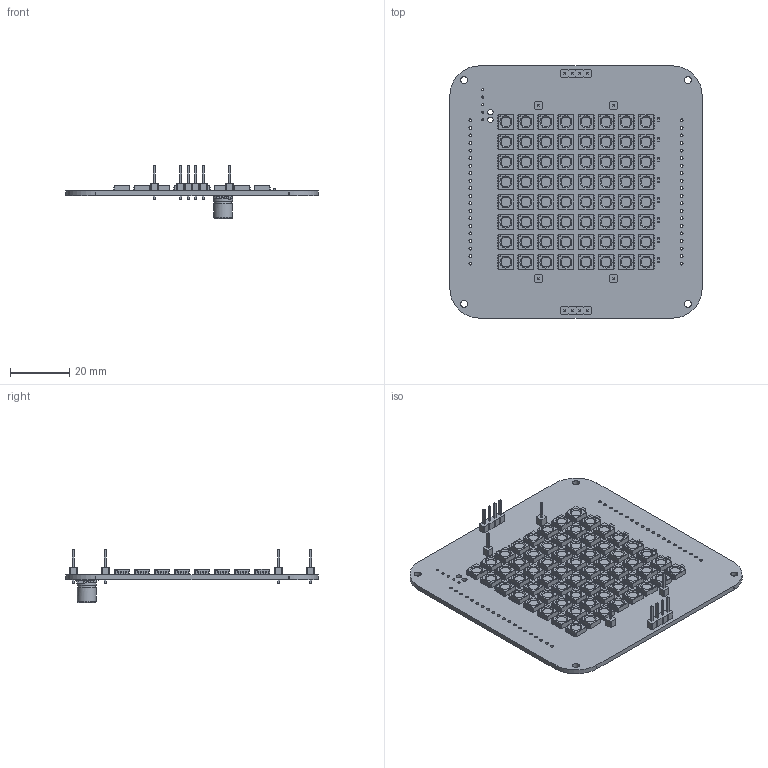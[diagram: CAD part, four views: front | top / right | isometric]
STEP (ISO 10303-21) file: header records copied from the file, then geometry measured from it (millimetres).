
FILE_DESCRIPTION(('KiCad electronic assembly'),'2;1');
FILE_NAME('Core64 LA.step','2025-09-25T10:24:40',('Pcbnew'),('Kicad'), 'Open CASCADE STEP processor 7.8','KiCad to STEP converter','Unknown' );
FILE_SCHEMA(('AUTOMOTIVE_DESIGN { 1 0 10303 214 1 1 1 1 }'));
Length unit declared in the file: millimetre
Products named in the file (12): Core64 LA 1; C_0603_1608Metric; LED_WS2812_PLCC6_5.0x5.0mm_P1.6mm; LED_WS2812_PLCC6_50x50mm_P16mm; PinHeader_1x04_P2.54mm_Vertical; PinHeader_1x04_P254mm_Vertical; PinHeader_1x01_P2.54mm_Vertical; PinHeader_1x01_P254mm_Vertical; CP_Elec_6.3x7.7; CP_Elec_63x77; Core64 LA_PCB
Assembly tree (85 placements, depth 3):
  Core64 LA 1
    C_0603_1608Metric  x8
      C_0603_1608Metric
    LED_WS2812_PLCC6_5.0x5.0mm_P1.6mm  x64
      LED_WS2812_PLCC6_50x50mm_P16mm
    PinHeader_1x04_P2.54mm_Vertical  x2
      PinHeader_1x04_P254mm_Vertical
    PinHeader_1x01_P2.54mm_Vertical  x4
      PinHeader_1x01_P254mm_Vertical
    CP_Elec_6.3x7.7
      CP_Elec_63x77
    Core64 LA_PCB
Bounding box: 85 x 85 x 17.94 mm (x, y, z)
Volume: 14377.3 mm3; surface area: 22566.5 mm2
Topology: 80 solids, 80 shells, 6670 faces, 19876 edges, 13087 vertices
Faces by surface type: plane 4506, cylinder 2093, cone 64, torus 4, bspline 2, revolution 1
Full cylindrical faces by diameter (mm): 0.762 x5, 1 x52, 1.8 x2, 2.3 x4, 3.333 x64, 6.3 x2
Entity records: 14686 total; most frequent: CARTESIAN_POINT 2253, DIRECTION 2126, ORIENTED_EDGE 1974, EDGE_CURVE 987, LINE 737, VECTOR 737, AXIS2_PLACEMENT_3D 694, VERTEX_POINT 639
